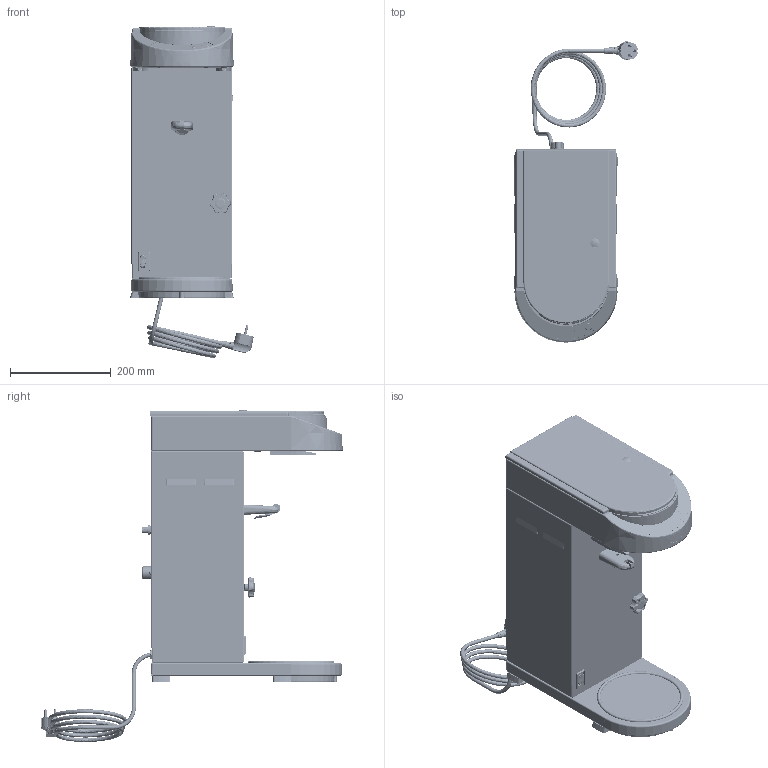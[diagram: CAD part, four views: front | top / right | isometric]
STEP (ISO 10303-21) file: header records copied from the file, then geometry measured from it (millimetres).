
FILE_DESCRIPTION(/* description */ (''),/* implementation_level */ '2;1');
FILE_NAME(/* name */ '10587_Shrinkwrap_1.stp',/* time_stamp */ '2020-06-19T15:43:01+02:00',/* author */ ('jkloosterman'),/* organization */ (''),/* preprocessor_version */ 'ST-DEVELOPER v17.2',/* originating_system */ 'Autodesk Inventor 2019',/* authorisation */ '');
FILE_SCHEMA (('AUTOMOTIVE_DESIGN { 1 0 10303 214 3 1 1 }'));
Products named in the file (1): 10587_Shrinkwrap_1
Bounding box: 245.18 x 597.55 x 657.49 mm (x, y, z)
Volume: 1875540.2 mm3; surface area: 2868021.6 mm2
Topology: 51 solids, 51 shells, 5627 faces, 14757 edges, 9321 vertices
Faces by surface type: plane 3249, cylinder 1197, bspline 464, cone 379, torus 220, sphere 118
Full cylindrical faces by diameter (mm): 0.5 x3, 0.599 x2, 0.6 x1, 0.799 x3, 0.8 x2, 1.199 x3, 1.2 x4, 1.5 x5, 1.6 x3, 1.7 x8, 2 x2, 2.5 x8, 2.6 x2, 2.7 x3, 2.729 x1, 2.8 x4, 3 x5, 3.005 x2, 3.023 x2, 3.2 x2, 3.3 x9, 3.5 x25, 3.501 x5, 3.621 x2, 4 x26, 4.5 x19, 4.567 x1, 4.8 x2, 5 x10, 5.25 x1
Entity records: 210249 total; most frequent: CARTESIAN_POINT 66239, ORIENTED_EDGE 29262, DIRECTION 28015, EDGE_CURVE 14631, AXIS2_PLACEMENT_3D 9527, VERTEX_POINT 9321, LINE 8961, VECTOR 8961
